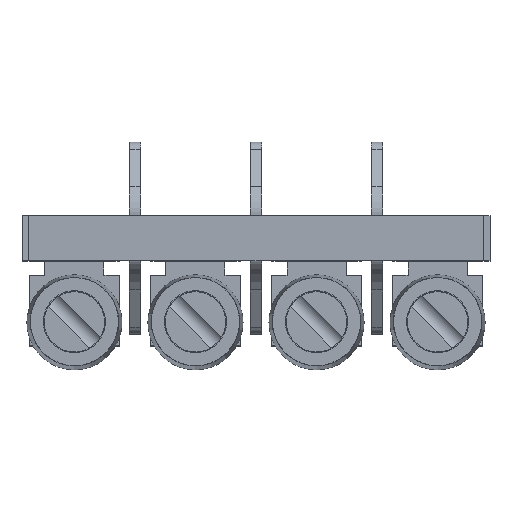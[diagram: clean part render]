
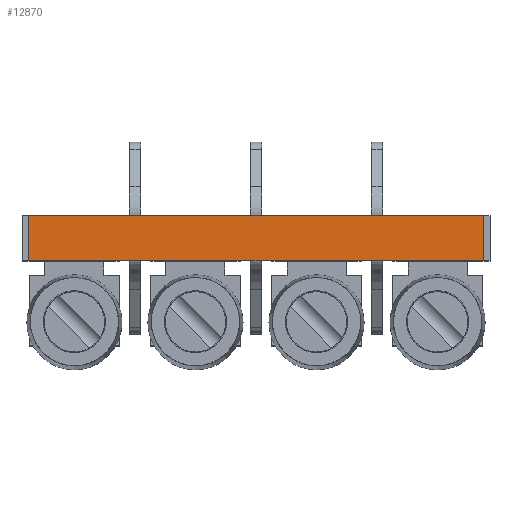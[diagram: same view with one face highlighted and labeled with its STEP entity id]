
A CAD part, top view. The second image highlights one B-rep face of the part: STEP entity #12870.
In plain terms, the highlighted face is planar.
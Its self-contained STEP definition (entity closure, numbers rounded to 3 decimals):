
#1340=CARTESIAN_POINT('',(-335.976,-8.481,
9.3));
#1350=VERTEX_POINT('',#1340);
#1380=CARTESIAN_POINT('',(-371.096,-8.481,
9.3));
#1390=DIRECTION('',(-1.,0.,0.));
#1400=VECTOR('',#1390,1.);
#1410=LINE('',#1380,#1400);
#1420=CARTESIAN_POINT('',(-332.926,-8.481,
9.3));
#1430=VERTEX_POINT('',#1420);
#1440=EDGE_CURVE('',#1430,#1350,#1410,.T.);
#8070=CARTESIAN_POINT('',(-335.976,-8.481,
-21.5));
#8080=VERTEX_POINT('',#8070);
#8110=CARTESIAN_POINT('',(-335.976,-8.481,
2.5));
#8120=DIRECTION('',(0.,0.,1.));
#8130=VECTOR('',#8120,1.);
#8140=LINE('',#8110,#8130);
#8150=EDGE_CURVE('',#8080,#1350,#8140,.T.);
#12640=CARTESIAN_POINT('',(-333.426,-8.481,
9.7));
#12650=DIRECTION('',(0.,1.,0.));
#12660=DIRECTION('',(-1.,0.,0.));
#12670=AXIS2_PLACEMENT_3D('',#12640,#12650,#12660);
#12680=PLANE('',#12670);
#12690=CARTESIAN_POINT('',(-371.096,-8.481,
-21.5));
#12700=DIRECTION('',(-1.,0.,0.));
#12710=VECTOR('',#12700,1.);
#12720=LINE('',#12690,#12710);
#12730=CARTESIAN_POINT('',(-332.926,-8.481,
-21.5));
#12740=VERTEX_POINT('',#12730);
#12750=EDGE_CURVE('',#12740,#8080,#12720,.T.);
#12760=ORIENTED_EDGE('',*,*,#12750,.T.);
#12770=CARTESIAN_POINT('',(-332.926,-8.481,
2.5));
#12780=DIRECTION('',(0.,0.,1.));
#12790=VECTOR('',#12780,1.);
#12800=LINE('',#12770,#12790);
#12810=EDGE_CURVE('',#12740,#1430,#12800,.T.);
#12820=ORIENTED_EDGE('',*,*,#12810,.F.);
#12830=ORIENTED_EDGE('',*,*,#1440,.F.);
#12840=ORIENTED_EDGE('',*,*,#8150,.T.);
#12850=EDGE_LOOP('',(#12840,#12830,#12820,#12760));
#12860=FACE_OUTER_BOUND('',#12850,.T.);
#12870=ADVANCED_FACE('',(#12860),#12680,.T.);
